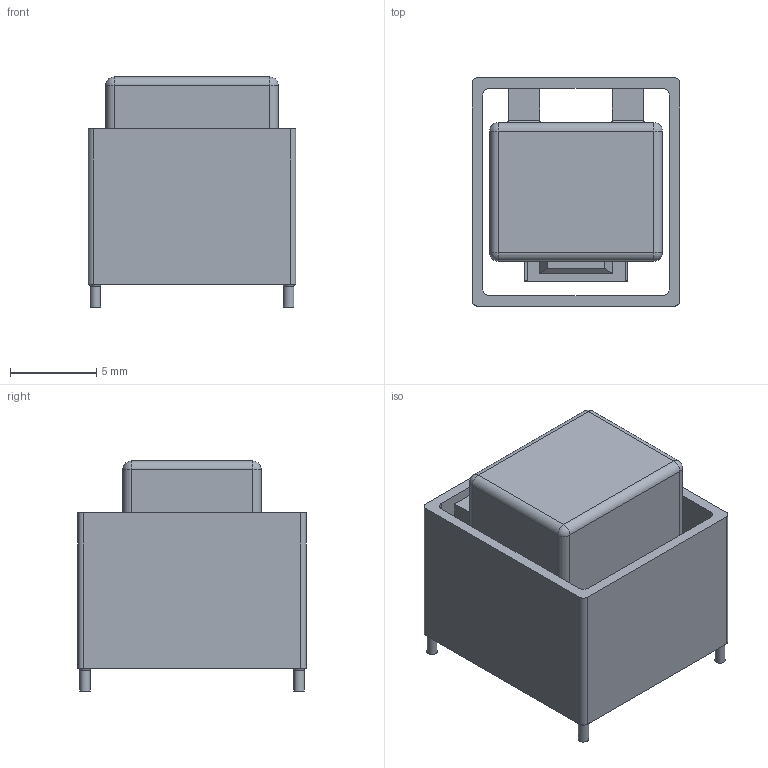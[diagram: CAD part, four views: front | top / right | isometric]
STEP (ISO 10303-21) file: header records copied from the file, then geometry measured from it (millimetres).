
FILE_DESCRIPTION(('FreeCAD Model'),'2;1');
FILE_NAME('LED_switch_10x10_transp.step','2019-12-11T22:19:22',('Author'),(''), 'Open CASCADE STEP processor 7.3','FreeCAD','Unknown');
FILE_SCHEMA(('AUTOMOTIVE_DESIGN { 1 0 10303 214 1 1 1 1 }'));
Length unit declared in the file: millimetre
Products named in the file (4): frame; SW_SPST_CK_RS282G05A3; Stößel; LED_WS2812_PLCC6_50x50mm_P16mm
Bounding box: 12 x 13.2 x 13.3 mm (x, y, z)
Volume: 536.7 mm3; surface area: 1672 mm2
Topology: 4 solids, 4 shells, 324 faces, 870 edges, 554 vertices
Faces by surface type: plane 215, cylinder 90, torus 8, sphere 8, bspline 2, cone 1
Full cylindrical faces by diameter (mm): 0.6 x4, 3.333 x1
Entity records: 25283 total; most frequent: CARTESIAN_POINT 6373, DIRECTION 3299, LINE 2242, VECTOR 2242, ORIENTED_EDGE 1720, PCURVE 1720, DEFINITIONAL_REPRESENTATION 1720, EDGE_CURVE 860
